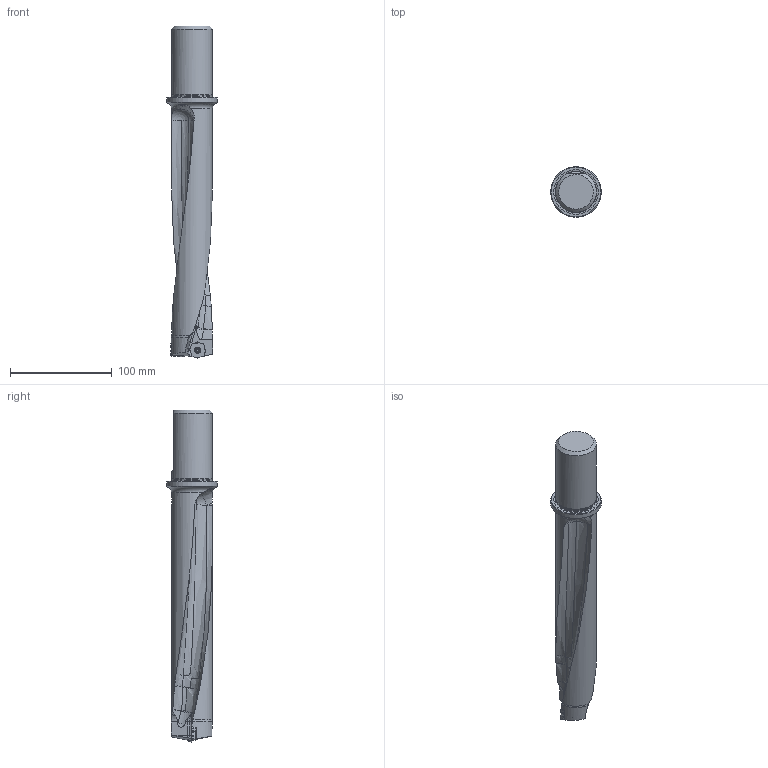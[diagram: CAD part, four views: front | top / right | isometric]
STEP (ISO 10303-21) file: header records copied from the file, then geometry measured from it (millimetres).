
FILE_DESCRIPTION(/* description */ (''),/* implementation_level */ '2;1');
FILE_NAME(/* name */ '7254569.stp',/* time_stamp */ '2024-08-08T18:21:27+06:00',/* author */ (''),/* organization */ (''),/* preprocessor_version */ 'ST-DEVELOPER v16.7',/* originating_system */ 'SIEMENS PLM Software NX 12.0',/* authorisation */ '');
FILE_SCHEMA (('AUTOMOTIVE_DESIGN { 1 0 10303 214 3 1 1 1 }'));
Length unit declared in the file: millimetre
Products named in the file (1): 7254569
Bounding box: 49.6 x 49.6 x 325.72 mm (x, y, z)
Volume: 273401.8 mm3; surface area: 48310.9 mm2
Topology: 5 solids, 5 shells, 307 faces, 915 edges, 690 vertices
Faces by surface type: cylinder 120, plane 103, bspline 32, cone 23, sphere 20, torus 9
Full cylindrical faces by diameter (mm): 3.5 x2, 4 x2, 4.8 x2, 5.6 x2, 6.2 x2, 39.292 x1, 40 x1, 49.6 x1
Entity records: 13048 total; most frequent: CARTESIAN_POINT 4761, DIRECTION 1692, ORIENTED_EDGE 1614, EDGE_CURVE 807, AXIS2_PLACEMENT_3D 673, VERTEX_POINT 546, EDGE_LOOP 347, LINE 346
